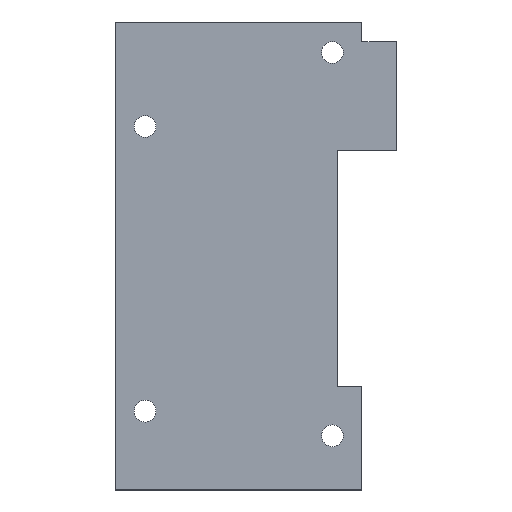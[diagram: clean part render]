
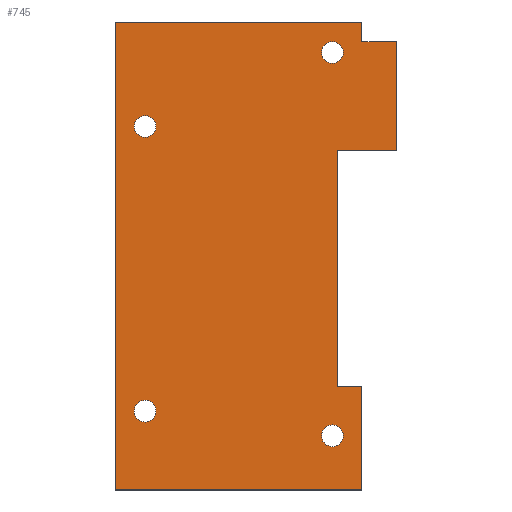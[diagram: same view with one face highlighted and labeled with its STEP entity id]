
A CAD part, top view. The second image highlights one B-rep face of the part: STEP entity #745.
In plain terms, the highlighted planar face has unit normal (0, 0, 1).
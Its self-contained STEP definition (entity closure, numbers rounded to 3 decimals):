
#280 = VERTEX_POINT('',#281);
#281 = CARTESIAN_POINT('',(-0.5,-0.5,0.749));
#287 = EDGE_CURVE('',#280,#288,#290,.T.);
#288 = VERTEX_POINT('',#289);
#289 = CARTESIAN_POINT('',(-0.5,47.,0.749));
#290 = LINE('',#291,#292);
#291 = CARTESIAN_POINT('',(-0.5,-0.5,0.749));
#292 = VECTOR('',#293,1.);
#293 = DIRECTION('',(0.,1.,0.));
#318 = EDGE_CURVE('',#288,#319,#321,.T.);
#319 = VERTEX_POINT('',#320);
#320 = CARTESIAN_POINT('',(24.5,47.,0.749));
#321 = LINE('',#322,#323);
#322 = CARTESIAN_POINT('',(-0.5,47.,0.749));
#323 = VECTOR('',#324,1.);
#324 = DIRECTION('',(1.,0.,0.));
#349 = EDGE_CURVE('',#319,#350,#352,.T.);
#350 = VERTEX_POINT('',#351);
#351 = CARTESIAN_POINT('',(24.5,45.,0.749));
#352 = LINE('',#353,#354);
#353 = CARTESIAN_POINT('',(24.5,47.,0.749));
#354 = VECTOR('',#355,1.);
#355 = DIRECTION('',(0.,-1.,0.));
#380 = EDGE_CURVE('',#350,#381,#383,.T.);
#381 = VERTEX_POINT('',#382);
#382 = CARTESIAN_POINT('',(28.,45.,0.749));
#383 = LINE('',#384,#385);
#384 = CARTESIAN_POINT('',(24.5,45.,0.749));
#385 = VECTOR('',#386,1.);
#386 = DIRECTION('',(1.,0.,0.));
#411 = EDGE_CURVE('',#381,#412,#414,.T.);
#412 = VERTEX_POINT('',#413);
#413 = CARTESIAN_POINT('',(28.,34.,0.749));
#414 = LINE('',#415,#416);
#415 = CARTESIAN_POINT('',(28.,45.,0.749));
#416 = VECTOR('',#417,1.);
#417 = DIRECTION('',(0.,-1.,0.));
#442 = EDGE_CURVE('',#412,#443,#445,.T.);
#443 = VERTEX_POINT('',#444);
#444 = CARTESIAN_POINT('',(22.,34.,0.749));
#445 = LINE('',#446,#447);
#446 = CARTESIAN_POINT('',(28.,34.,0.749));
#447 = VECTOR('',#448,1.);
#448 = DIRECTION('',(-1.,0.,0.));
#473 = EDGE_CURVE('',#443,#474,#476,.T.);
#474 = VERTEX_POINT('',#475);
#475 = CARTESIAN_POINT('',(22.,10.,0.749));
#476 = LINE('',#477,#478);
#477 = CARTESIAN_POINT('',(22.,34.,0.749));
#478 = VECTOR('',#479,1.);
#479 = DIRECTION('',(0.,-1.,0.));
#504 = EDGE_CURVE('',#474,#505,#507,.T.);
#505 = VERTEX_POINT('',#506);
#506 = CARTESIAN_POINT('',(24.5,10.,0.749));
#507 = LINE('',#508,#509);
#508 = CARTESIAN_POINT('',(22.,10.,0.749));
#509 = VECTOR('',#510,1.);
#510 = DIRECTION('',(1.,0.,0.));
#535 = EDGE_CURVE('',#505,#536,#538,.T.);
#536 = VERTEX_POINT('',#537);
#537 = CARTESIAN_POINT('',(24.5,-0.5,0.749));
#538 = LINE('',#539,#540);
#539 = CARTESIAN_POINT('',(24.5,10.,0.749));
#540 = VECTOR('',#541,1.);
#541 = DIRECTION('',(0.,-1.,0.));
#566 = EDGE_CURVE('',#536,#280,#567,.T.);
#567 = LINE('',#568,#569);
#568 = CARTESIAN_POINT('',(24.5,-0.5,0.749));
#569 = VECTOR('',#570,1.);
#570 = DIRECTION('',(-1.,0.,0.));
#590 = VERTEX_POINT('',#591);
#591 = CARTESIAN_POINT('',(3.6,7.5,0.749));
#597 = EDGE_CURVE('',#590,#590,#598,.T.);
#598 = CIRCLE('',#599,1.1);
#599 = AXIS2_PLACEMENT_3D('',#600,#601,#602);
#600 = CARTESIAN_POINT('',(2.5,7.5,0.749));
#601 = DIRECTION('',(0.,0.,1.));
#602 = DIRECTION('',(1.,0.,-0.));
#623 = VERTEX_POINT('',#624);
#624 = CARTESIAN_POINT('',(3.6,36.4,0.749));
#630 = EDGE_CURVE('',#623,#623,#631,.T.);
#631 = CIRCLE('',#632,1.1);
#632 = AXIS2_PLACEMENT_3D('',#633,#634,#635);
#633 = CARTESIAN_POINT('',(2.5,36.4,0.749));
#634 = DIRECTION('',(0.,0.,1.));
#635 = DIRECTION('',(1.,0.,-0.));
#656 = VERTEX_POINT('',#657);
#657 = CARTESIAN_POINT('',(22.6,5.,0.749));
#663 = EDGE_CURVE('',#656,#656,#664,.T.);
#664 = CIRCLE('',#665,1.1);
#665 = AXIS2_PLACEMENT_3D('',#666,#667,#668);
#666 = CARTESIAN_POINT('',(21.5,5.,0.749));
#667 = DIRECTION('',(0.,0.,1.));
#668 = DIRECTION('',(1.,0.,-0.));
#689 = VERTEX_POINT('',#690);
#690 = CARTESIAN_POINT('',(22.6,43.9,0.749));
#696 = EDGE_CURVE('',#689,#689,#697,.T.);
#697 = CIRCLE('',#698,1.1);
#698 = AXIS2_PLACEMENT_3D('',#699,#700,#701);
#699 = CARTESIAN_POINT('',(21.5,43.9,0.749));
#700 = DIRECTION('',(0.,0.,1.));
#701 = DIRECTION('',(1.,0.,-0.));
#745 = ADVANCED_FACE('',(#746,#758,#761,#764,#767),#770,.F.);
#746 = FACE_BOUND('',#747,.F.);
#747 = EDGE_LOOP('',(#748,#749,#750,#751,#752,#753,#754,#755,#756,#757)
  );
#748 = ORIENTED_EDGE('',*,*,#287,.T.);
#749 = ORIENTED_EDGE('',*,*,#318,.T.);
#750 = ORIENTED_EDGE('',*,*,#349,.T.);
#751 = ORIENTED_EDGE('',*,*,#380,.T.);
#752 = ORIENTED_EDGE('',*,*,#411,.T.);
#753 = ORIENTED_EDGE('',*,*,#442,.T.);
#754 = ORIENTED_EDGE('',*,*,#473,.T.);
#755 = ORIENTED_EDGE('',*,*,#504,.T.);
#756 = ORIENTED_EDGE('',*,*,#535,.T.);
#757 = ORIENTED_EDGE('',*,*,#566,.T.);
#758 = FACE_BOUND('',#759,.F.);
#759 = EDGE_LOOP('',(#760));
#760 = ORIENTED_EDGE('',*,*,#597,.T.);
#761 = FACE_BOUND('',#762,.F.);
#762 = EDGE_LOOP('',(#763));
#763 = ORIENTED_EDGE('',*,*,#630,.T.);
#764 = FACE_BOUND('',#765,.F.);
#765 = EDGE_LOOP('',(#766));
#766 = ORIENTED_EDGE('',*,*,#663,.T.);
#767 = FACE_BOUND('',#768,.F.);
#768 = EDGE_LOOP('',(#769));
#769 = ORIENTED_EDGE('',*,*,#696,.T.);
#770 = PLANE('',#771);
#771 = AXIS2_PLACEMENT_3D('',#772,#773,#774);
#772 = CARTESIAN_POINT('',(12.857,23.935,0.749));
#773 = DIRECTION('',(-0.,-0.,-1.));
#774 = DIRECTION('',(-1.,0.,0.));
